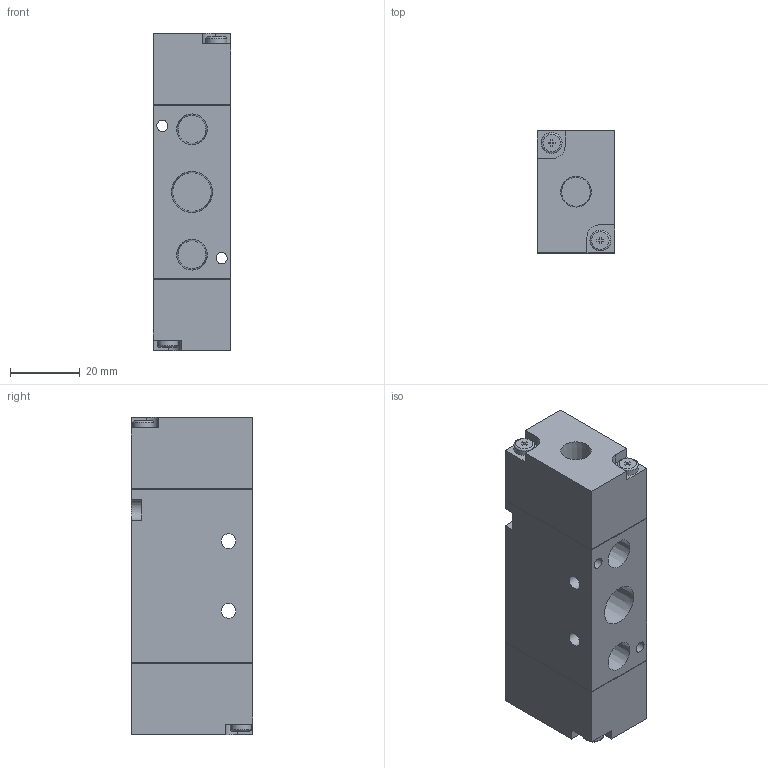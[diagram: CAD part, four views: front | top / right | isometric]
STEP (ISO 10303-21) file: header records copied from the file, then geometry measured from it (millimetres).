
FILE_DESCRIPTION( ( 'STEP AP203' ), '1' );
FILE_NAME( 'MVAA-220-4A2-G .stp', '2020-07-27T12:58:37', ( 'License CC BY-ND 4.0' ), ( 'CADENAS' ), ' ', 'PARTsolutions', ' ' );
FILE_SCHEMA( ( 'CONFIG_CONTROL_DESIGN' ) );
Length unit declared in the file: millimetre
Products named in the file (1): _MVAA-220-4A2-G  
Bounding box: 22.3 x 35 x 91 mm (x, y, z)
Volume: 63218.8 mm3; surface area: 15646 mm2
Topology: 1 solids, 1 shells, 132 faces, 335 edges, 224 vertices
Faces by surface type: plane 107, cylinder 14, cone 7, torus 4
Full cylindrical faces by diameter (mm): 3.2 x2, 4.2 x2, 6 x4
Entity records: 3852 total; most frequent: CARTESIAN_POINT 661, DIRECTION 622, ORIENTED_EDGE 620, EDGE_CURVE 310, LINE 264, VECTOR 264, VERTEX_POINT 218, AXIS2_PLACEMENT_3D 179
